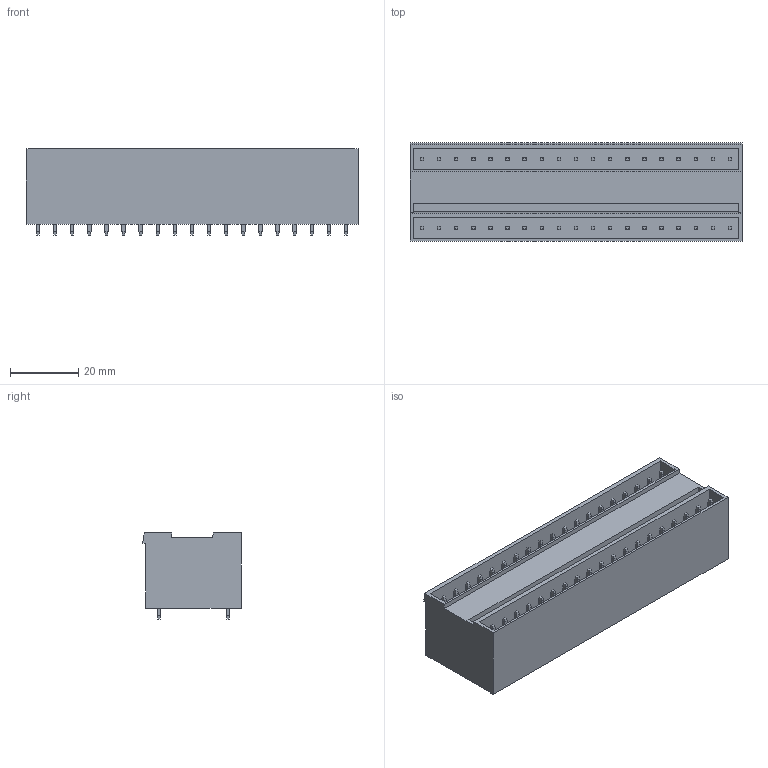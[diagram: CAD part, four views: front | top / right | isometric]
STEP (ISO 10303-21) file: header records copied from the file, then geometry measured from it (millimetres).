
FILE_DESCRIPTION(('CATIA V5 STEP Exchange','CAx-IF Rec.Pracs.--- Model Styling and Organization---1.2---2011-12-15'),'2;1');
FILE_NAME ('D1453512_0_1614980000_1614980000.stp','2018-11-03T04:01:28+00:00',('none'),('Weidmueller'),'CATIA Version 5-6 Release 2014','CATIA V5 STEP AP214','none');
FILE_SCHEMA(('AUTOMOTIVE_DESIGN { 1 0 10303 214 1 1 1 1 }'));
Length unit declared in the file: millimetre
Products named in the file (1): 1614980000
Bounding box: 97 x 28.68 x 25.2 mm (x, y, z)
Volume: 28674.4 mm3; surface area: 26364.5 mm2
Topology: 39 solids, 39 shells, 718 faces, 1610 edges, 972 vertices
Faces by surface type: plane 718
Entity records: 16736 total; most frequent: ORIENTED_EDGE 3220, CARTESIAN_POINT 3160, DIRECTION 1852, EDGE_CURVE 1610, VECTOR 1306, LINE 1306, VERTEX_POINT 972, EDGE_LOOP 796
